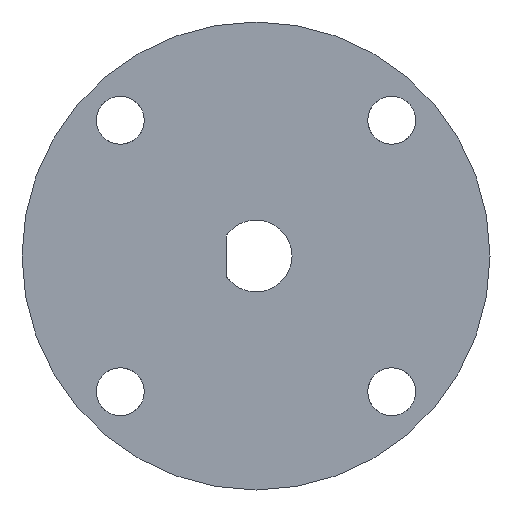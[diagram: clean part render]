
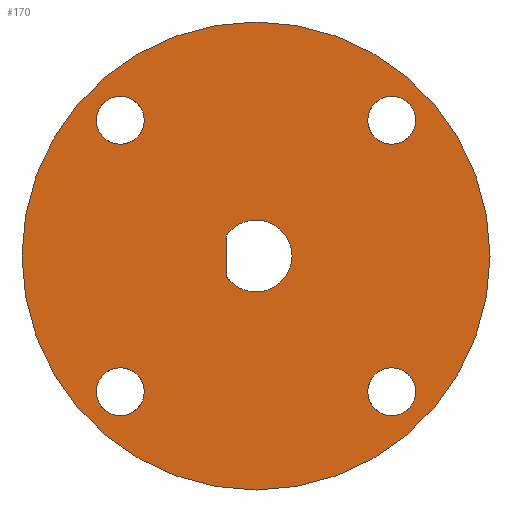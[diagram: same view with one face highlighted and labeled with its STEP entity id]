
A CAD part, front view. The second image highlights one B-rep face of the part: STEP entity #170.
In plain terms, the highlighted planar face has unit normal (0, -1, 0).
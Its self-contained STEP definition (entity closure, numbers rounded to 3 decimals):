
#170=ADVANCED_FACE('',(#342,#344,#346,#348,#350,#352),#354,.F.);
#342=FACE_BOUND('',#343,.T.);
#343=EDGE_LOOP('',(#483));
#344=FACE_BOUND('',#345,.T.);
#345=EDGE_LOOP('',(#484,#485));
#346=FACE_BOUND('',#347,.T.);
#347=EDGE_LOOP('',(#486));
#348=FACE_BOUND('',#349,.T.);
#349=EDGE_LOOP('',(#487));
#350=FACE_BOUND('',#351,.T.);
#351=EDGE_LOOP('',(#488));
#352=FACE_BOUND('',#353,.T.);
#353=EDGE_LOOP('',(#489));
#354=PLANE('',#355);
#355=AXIS2_PLACEMENT_3D('',#356,#357,#358);
#356=CARTESIAN_POINT('',(0.,-5.,0.));
#357=DIRECTION('',(-0.,1.,0.));
#358=DIRECTION('',(1.,0.,0.));
#483=ORIENTED_EDGE('',*,*,#549,.F.);
#484=ORIENTED_EDGE('',*,*,#544,.F.);
#485=ORIENTED_EDGE('',*,*,#542,.T.);
#486=ORIENTED_EDGE('',*,*,#550,.T.);
#487=ORIENTED_EDGE('',*,*,#551,.T.);
#488=ORIENTED_EDGE('',*,*,#552,.T.);
#489=ORIENTED_EDGE('',*,*,#553,.T.);
#542=EDGE_CURVE('',#610,#608,#611,.T.);
#544=EDGE_CURVE('',#610,#608,#613,.T.);
#549=EDGE_CURVE('',#622,#622,#623,.T.);
#550=EDGE_CURVE('',#624,#624,#625,.T.);
#551=EDGE_CURVE('',#626,#626,#627,.T.);
#552=EDGE_CURVE('',#628,#628,#629,.T.);
#553=EDGE_CURVE('',#630,#630,#631,.T.);
#608=VERTEX_POINT('',#948);
#610=VERTEX_POINT('',#952);
#611=CIRCLE('',#953,3.);
#613=LINE('',#960,#961);
#622=VERTEX_POINT('',#983);
#623=CIRCLE('',#984,19.5);
#624=VERTEX_POINT('',#988);
#625=CIRCLE('',#989,2.);
#626=VERTEX_POINT('',#993);
#627=CIRCLE('',#994,2.);
#628=VERTEX_POINT('',#998);
#629=CIRCLE('',#999,2.);
#630=VERTEX_POINT('',#1003);
#631=CIRCLE('',#1004,2.);
#948=CARTESIAN_POINT('',(-2.5,-5.,-1.658));
#952=CARTESIAN_POINT('',(-2.5,-5.,1.658));
#953=AXIS2_PLACEMENT_3D('',#954,#955,#956);
#954=CARTESIAN_POINT('',(0.,-5.,0.));
#955=DIRECTION('',(-0.,1.,0.));
#956=DIRECTION('',(-0.833,0.,0.553));
#960=CARTESIAN_POINT('',(-2.5,-5.,1.658));
#961=VECTOR('',#962,1.);
#962=DIRECTION('',(0.,0.,-1.));
#983=CARTESIAN_POINT('',(19.5,-5.,0.));
#984=AXIS2_PLACEMENT_3D('',#985,#986,#987);
#985=CARTESIAN_POINT('',(0.,-5.,0.));
#986=DIRECTION('',(-0.,1.,0.));
#987=DIRECTION('',(1.,0.,0.));
#988=CARTESIAN_POINT('',(-9.314,-5.,-11.314));
#989=AXIS2_PLACEMENT_3D('',#990,#991,#992);
#990=CARTESIAN_POINT('',(-11.314,-5.,-11.314));
#991=DIRECTION('',(-0.,1.,0.));
#992=DIRECTION('',(1.,0.,0.));
#993=CARTESIAN_POINT('',(-9.314,-5.,11.314));
#994=AXIS2_PLACEMENT_3D('',#995,#996,#997);
#995=CARTESIAN_POINT('',(-11.314,-5.,11.314));
#996=DIRECTION('',(-0.,1.,0.));
#997=DIRECTION('',(1.,0.,0.));
#998=CARTESIAN_POINT('',(13.314,-5.,11.314));
#999=AXIS2_PLACEMENT_3D('',#1000,#1001,#1002);
#1000=CARTESIAN_POINT('',(11.314,-5.,11.314));
#1001=DIRECTION('',(-0.,1.,0.));
#1002=DIRECTION('',(1.,0.,0.));
#1003=CARTESIAN_POINT('',(13.314,-5.,-11.314));
#1004=AXIS2_PLACEMENT_3D('',#1005,#1006,#1007);
#1005=CARTESIAN_POINT('',(11.314,-5.,-11.314));
#1006=DIRECTION('',(-0.,1.,0.));
#1007=DIRECTION('',(1.,0.,0.));
